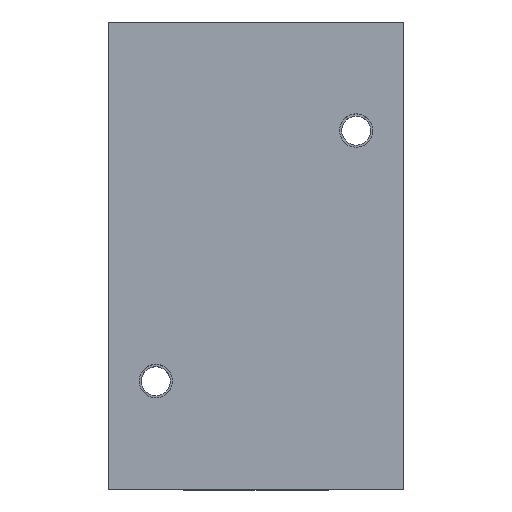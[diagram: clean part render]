
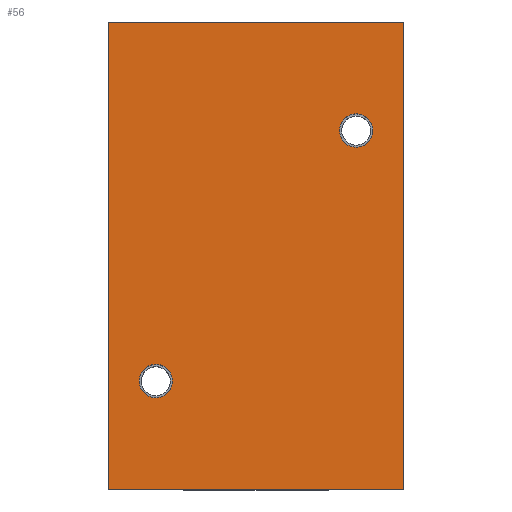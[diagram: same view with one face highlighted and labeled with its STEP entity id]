
A CAD part, top view. The second image highlights one B-rep face of the part: STEP entity #56.
In plain terms, the highlighted planar face has unit normal (0, 0, 1).
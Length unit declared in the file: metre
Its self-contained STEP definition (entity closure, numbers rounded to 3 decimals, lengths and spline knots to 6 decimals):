
#56 = ADVANCED_FACE( '', ( #129, #130, #131 ), #132, .T. );
#129 = FACE_BOUND( '', #232, .T. );
#130 = FACE_BOUND( '', #233, .T. );
#131 = FACE_OUTER_BOUND( '', #234, .T. );
#132 = PLANE( '', #235 );
#232 = EDGE_LOOP( '', ( #342 ) );
#233 = EDGE_LOOP( '', ( #343 ) );
#234 = EDGE_LOOP( '', ( #344, #345, #346, #347 ) );
#235 = AXIS2_PLACEMENT_3D( '', #348, #349, #350 );
#342 = ORIENTED_EDGE( '', *, *, #545, .T. );
#343 = ORIENTED_EDGE( '', *, *, #546, .T. );
#344 = ORIENTED_EDGE( '', *, *, #547, .F. );
#345 = ORIENTED_EDGE( '', *, *, #548, .F. );
#346 = ORIENTED_EDGE( '', *, *, #549, .T. );
#347 = ORIENTED_EDGE( '', *, *, #550, .T. );
#348 = CARTESIAN_POINT( '', ( -0.0265, -0.042, 0.03 ) );
#349 = DIRECTION( '', ( 0., 0., 1. ) );
#350 = DIRECTION( '', ( 1., 0., 0. ) );
#545 = EDGE_CURVE( '', #636, #636, #637, .T. );
#546 = EDGE_CURVE( '', #638, #638, #639, .T. );
#547 = EDGE_CURVE( '', #640, #641, #642, .T. );
#548 = EDGE_CURVE( '', #643, #640, #644, .T. );
#549 = EDGE_CURVE( '', #643, #645, #646, .T. );
#550 = EDGE_CURVE( '', #645, #641, #647, .T. );
#636 = VERTEX_POINT( '', #765 );
#637 = CIRCLE( '', #766, 0.003 );
#638 = VERTEX_POINT( '', #767 );
#639 = CIRCLE( '', #768, 0.003 );
#640 = VERTEX_POINT( '', #769 );
#641 = VERTEX_POINT( '', #770 );
#642 = LINE( '', #771, #772 );
#643 = VERTEX_POINT( '', #773 );
#644 = LINE( '', #774, #775 );
#645 = VERTEX_POINT( '', #776 );
#646 = LINE( '', #777, #778 );
#647 = LINE( '', #779, #780 );
#765 = CARTESIAN_POINT( '', ( -0.018, -0.0255, 0.03 ) );
#766 = AXIS2_PLACEMENT_3D( '', #952, #953, #954 );
#767 = CARTESIAN_POINT( '', ( 0.018, 0.0195, 0.03 ) );
#768 = AXIS2_PLACEMENT_3D( '', #955, #956, #957 );
#769 = CARTESIAN_POINT( '', ( -0.0265, 0.042, 0.03 ) );
#770 = CARTESIAN_POINT( '', ( 0.0265, 0.042, 0.03 ) );
#771 = CARTESIAN_POINT( '', ( -0.0265, 0.042, 0.03 ) );
#772 = VECTOR( '', #958, 1. );
#773 = CARTESIAN_POINT( '', ( -0.0265, -0.042, 0.03 ) );
#774 = CARTESIAN_POINT( '', ( -0.0265, -0.042, 0.03 ) );
#775 = VECTOR( '', #959, 1. );
#776 = CARTESIAN_POINT( '', ( 0.0265, -0.042, 0.03 ) );
#777 = CARTESIAN_POINT( '', ( -0.0265, -0.042, 0.03 ) );
#778 = VECTOR( '', #960, 1. );
#779 = CARTESIAN_POINT( '', ( 0.0265, -0.042, 0.03 ) );
#780 = VECTOR( '', #961, 1. );
#952 = CARTESIAN_POINT( '', ( -0.018, -0.0225, 0.03 ) );
#953 = DIRECTION( '', ( 0., 0., -1. ) );
#954 = DIRECTION( '', ( 0., -1., 0. ) );
#955 = CARTESIAN_POINT( '', ( 0.018, 0.0225, 0.03 ) );
#956 = DIRECTION( '', ( 0., 0., -1. ) );
#957 = DIRECTION( '', ( 0., -1., 0. ) );
#958 = DIRECTION( '', ( 1., 0., 0. ) );
#959 = DIRECTION( '', ( 0., 1., 0. ) );
#960 = DIRECTION( '', ( 1., 0., 0. ) );
#961 = DIRECTION( '', ( 0., 1., 0. ) );
